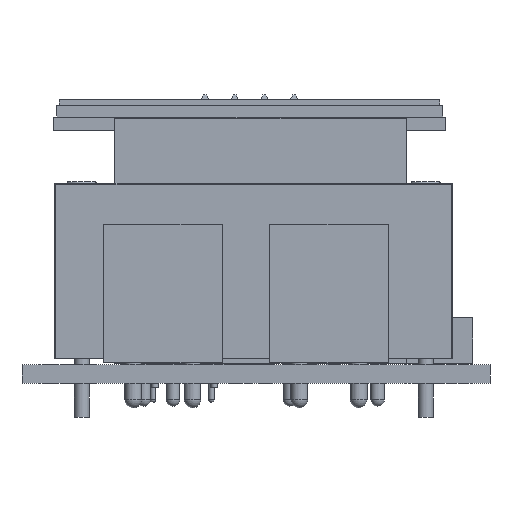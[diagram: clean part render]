
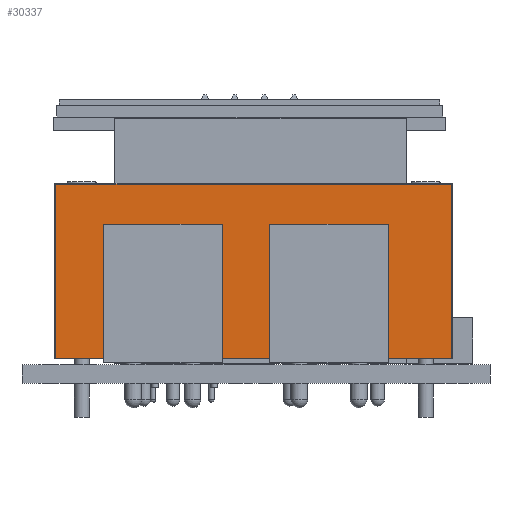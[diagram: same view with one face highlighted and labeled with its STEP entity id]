
A CAD part, front view. The second image highlights one B-rep face of the part: STEP entity #30337.
In plain terms, the highlighted planar face has unit normal (0, -1, 0).
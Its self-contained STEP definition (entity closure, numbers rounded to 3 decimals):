
#3806=FACE_OUTER_BOUND('',#5689,.T.);
#5689=EDGE_LOOP('',(#24048,#24049,#24050,#24051));
#8365=LINE('',#44984,#11468);
#8372=LINE('',#45021,#11475);
#8373=LINE('',#45023,#11476);
#8374=LINE('',#45024,#11477);
#11468=VECTOR('',#37298,1.);
#11475=VECTOR('',#37339,1.);
#11476=VECTOR('',#37340,1.);
#11477=VECTOR('',#37341,1.);
#14242=VERTEX_POINT('',#44981);
#14243=VERTEX_POINT('',#44983);
#14256=VERTEX_POINT('',#45020);
#14257=VERTEX_POINT('',#45022);
#17771=EDGE_CURVE('',#14243,#14242,#8365,.T.);
#17788=EDGE_CURVE('',#14242,#14256,#8372,.T.);
#17789=EDGE_CURVE('',#14256,#14257,#8373,.T.);
#17790=EDGE_CURVE('',#14257,#14243,#8374,.T.);
#24048=ORIENTED_EDGE('',*,*,#17771,.T.);
#24049=ORIENTED_EDGE('',*,*,#17788,.T.);
#24050=ORIENTED_EDGE('',*,*,#17789,.T.);
#24051=ORIENTED_EDGE('',*,*,#17790,.T.);
#28971=PLANE('',#32476);
#30337=ADVANCED_FACE('',(#3806),#28971,.F.);
#32476=AXIS2_PLACEMENT_3D('',#45019,#37337,#37338);
#37298=DIRECTION('',(1.,0.,0.));
#37337=DIRECTION('center_axis',(0.,1.,0.));
#37338=DIRECTION('ref_axis',(-1.,0.,0.));
#37339=DIRECTION('',(0.,0.,1.));
#37340=DIRECTION('',(-1.,0.,0.));
#37341=DIRECTION('',(0.,0.,-1.));
#44981=CARTESIAN_POINT('',(36.7,15.3,1.303));
#44983=CARTESIAN_POINT('',(2.9,15.3,1.303));
#44984=CARTESIAN_POINT('',(2.8,15.3,1.303));
#45019=CARTESIAN_POINT('Origin',(19.8,15.3,8.803));
#45020=CARTESIAN_POINT('',(36.7,15.3,16.203));
#45021=CARTESIAN_POINT('',(36.7,15.3,8.803));
#45022=CARTESIAN_POINT('',(2.9,15.3,16.203));
#45023=CARTESIAN_POINT('',(19.8,15.3,16.203));
#45024=CARTESIAN_POINT('',(2.9,15.3,8.803));
